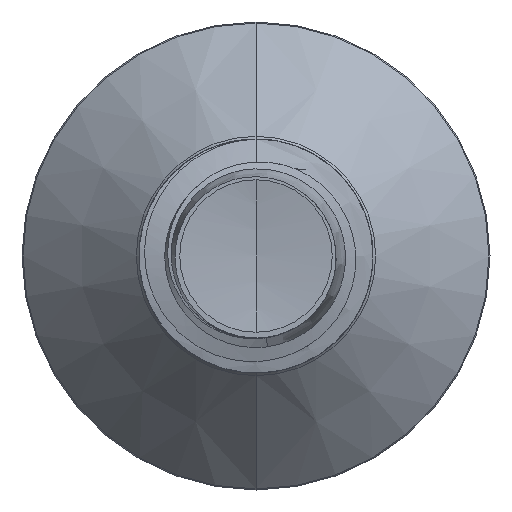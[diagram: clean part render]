
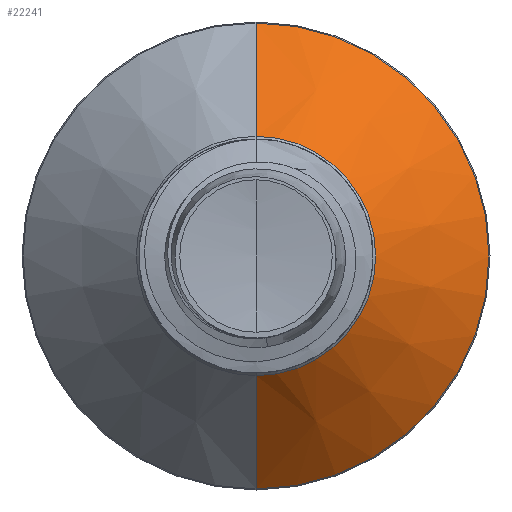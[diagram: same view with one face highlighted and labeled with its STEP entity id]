
A CAD part, front view. The second image highlights one B-rep face of the part: STEP entity #22241.
In plain terms, the highlighted conical face has half-angle 45 degrees and reference radius 2.302 mm.
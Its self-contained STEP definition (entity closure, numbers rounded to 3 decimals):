
#972 = ORIENTED_EDGE ( 'NONE', *, *, #6428, .T. ) ;
#1169 = DIRECTION ( 'NONE',  ( 0., 1., 0. ) ) ;
#1609 = ORIENTED_EDGE ( 'NONE', *, *, #2819, .F. ) ;
#2819 = EDGE_CURVE ( 'NONE', #21183, #22941, #12353, .T. ) ;
#3031 = AXIS2_PLACEMENT_3D ( 'NONE', #19592, #22748, #19711 ) ;
#3035 = CONICAL_SURFACE ( 'NONE', #3031, 2.302, 0.785 ) ;
#3681 = CARTESIAN_POINT ( 'NONE',  ( 0., 14.602, -2.302 ) ) ;
#3913 = FACE_OUTER_BOUND ( 'NONE', #27817, .T. ) ;
#4273 = LINE ( 'NONE', #25584, #11842 ) ;
#6428 = EDGE_CURVE ( 'NONE', #33426, #18286, #6567, .T. ) ;
#6567 = CIRCLE ( 'NONE', #8784, 2.302 ) ;
#6721 = CARTESIAN_POINT ( 'NONE',  ( 0., 16.78, -4.48 ) ) ;
#7491 = LINE ( 'NONE', #13428, #15851 ) ;
#8070 = DIRECTION ( 'NONE',  ( 0., 1., 0. ) ) ;
#8784 = AXIS2_PLACEMENT_3D ( 'NONE', #24764, #8070, #27594 ) ;
#9308 = ORIENTED_EDGE ( 'NONE', *, *, #21421, .T. ) ;
#10615 = DIRECTION ( 'NONE',  ( 0., 0.707, -0.707 ) ) ;
#11842 = VECTOR ( 'NONE', #34303, 1000. ) ;
#12306 = EDGE_CURVE ( 'NONE', #33426, #21183, #4273, .T. ) ;
#12353 = CIRCLE ( 'NONE', #14645, 4.48 ) ;
#13428 = CARTESIAN_POINT ( 'NONE',  ( 0., 14.602, -2.302 ) ) ;
#14645 = AXIS2_PLACEMENT_3D ( 'NONE', #18050, #1169, #20848 ) ;
#15851 = VECTOR ( 'NONE', #10615, 1000. ) ;
#16983 = ORIENTED_EDGE ( 'NONE', *, *, #12306, .F. ) ;
#18050 = CARTESIAN_POINT ( 'NONE',  ( 0., 16.78, 0. ) ) ;
#18286 = VERTEX_POINT ( 'NONE', #3681 ) ;
#19592 = CARTESIAN_POINT ( 'NONE',  ( 0., 14.602, 0. ) ) ;
#19711 = DIRECTION ( 'NONE',  ( 0., 0., 1. ) ) ;
#20848 = DIRECTION ( 'NONE',  ( 0., 0., 1. ) ) ;
#20892 = CARTESIAN_POINT ( 'NONE',  ( 0., 14.602, 2.302 ) ) ;
#21183 = VERTEX_POINT ( 'NONE', #27160 ) ;
#21421 = EDGE_CURVE ( 'NONE', #18286, #22941, #7491, .T. ) ;
#22241 = ADVANCED_FACE ( 'NONE', ( #3913 ), #3035, .T. ) ;
#22748 = DIRECTION ( 'NONE',  ( 0., 1., 0. ) ) ;
#22941 = VERTEX_POINT ( 'NONE', #6721 ) ;
#24764 = CARTESIAN_POINT ( 'NONE',  ( 0., 14.602, 0. ) ) ;
#25584 = CARTESIAN_POINT ( 'NONE',  ( 0., 14.602, 2.302 ) ) ;
#27160 = CARTESIAN_POINT ( 'NONE',  ( 0., 16.78, 4.48 ) ) ;
#27594 = DIRECTION ( 'NONE',  ( 0., 0., 1. ) ) ;
#27817 = EDGE_LOOP ( 'NONE', ( #972, #9308, #1609, #16983 ) ) ;
#33426 = VERTEX_POINT ( 'NONE', #20892 ) ;
#34303 = DIRECTION ( 'NONE',  ( 0., 0.707, 0.707 ) ) ;
